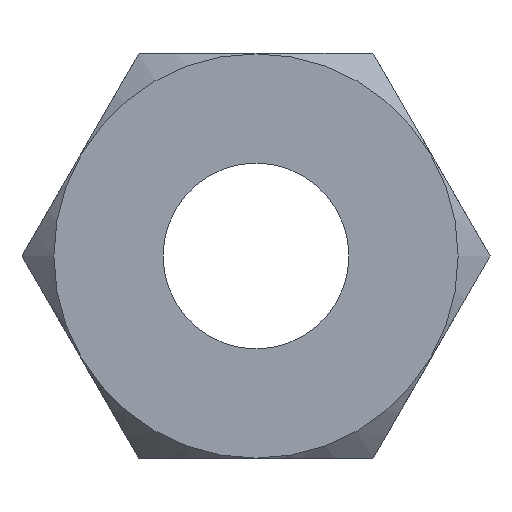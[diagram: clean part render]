
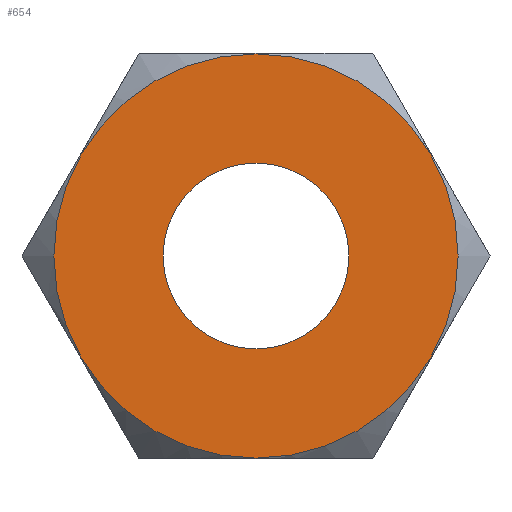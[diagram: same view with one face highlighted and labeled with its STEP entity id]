
A CAD part, front view. The second image highlights one B-rep face of the part: STEP entity #654.
In plain terms, the highlighted planar face has unit normal (0, -1, 0).
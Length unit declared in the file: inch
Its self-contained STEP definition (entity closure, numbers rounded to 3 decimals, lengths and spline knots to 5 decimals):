
#11 = DIRECTION ( 'NONE',  ( 0., 1., 0. ) ) ;
#12 = CARTESIAN_POINT ( 'NONE',  ( 0., -0.09843, 0. ) ) ;
#13 = AXIS2_PLACEMENT_3D ( 'NONE', #12, #11, #14 ) ;
#14 = DIRECTION ( 'NONE',  ( 0., 0., 1. ) ) ;
#19 = CIRCLE ( 'NONE', #13, 0.043 ) ;
#33 = CARTESIAN_POINT ( 'NONE',  ( 0., -0.09843, -0.043 ) ) ;
#36 = CARTESIAN_POINT ( 'NONE',  ( 0., -0.09843, 0.043 ) ) ;
#94 = DIRECTION ( 'NONE',  ( 0., 0., 1. ) ) ;
#95 = DIRECTION ( 'NONE',  ( 0., 1., 0. ) ) ;
#96 = CARTESIAN_POINT ( 'NONE',  ( 0., -0.09843, 0. ) ) ;
#97 = AXIS2_PLACEMENT_3D ( 'NONE', #96, #95, #94 ) ;
#129 = CIRCLE ( 'NONE', #97, 0.0935 ) ;
#158 = AXIS2_PLACEMENT_3D ( 'NONE', #188, #187, #192 ) ;
#187 = DIRECTION ( 'NONE',  ( 0., 1., 0. ) ) ;
#188 = CARTESIAN_POINT ( 'NONE',  ( 0., -0.09843, 0. ) ) ;
#192 = DIRECTION ( 'NONE',  ( 0., 0., 1. ) ) ;
#193 = CIRCLE ( 'NONE', #158, 0.043 ) ;
#222 = CARTESIAN_POINT ( 'NONE',  ( 0., -0.09843, -0.0935 ) ) ;
#237 = CARTESIAN_POINT ( 'NONE',  ( 0., -0.09843, 0.0935 ) ) ;
#243 = DIRECTION ( 'NONE',  ( 0., 0., 1. ) ) ;
#244 = DIRECTION ( 'NONE',  ( 0., 1., 0. ) ) ;
#245 = CARTESIAN_POINT ( 'NONE',  ( 0., -0.09843, 0. ) ) ;
#246 = AXIS2_PLACEMENT_3D ( 'NONE', #245, #244, #243 ) ;
#247 = CIRCLE ( 'NONE', #246, 0.0935 ) ;
#300 = DIRECTION ( 'NONE',  ( 0., 0., -1. ) ) ;
#307 = DIRECTION ( 'NONE',  ( 0., -1., 0. ) ) ;
#308 = CARTESIAN_POINT ( 'NONE',  ( -0.16238, -0.09843, 0.09375 ) ) ;
#309 = AXIS2_PLACEMENT_3D ( 'NONE', #308, #307, #300 ) ;
#310 = PLANE ( 'NONE',  #309 ) ;
#311 = FACE_OUTER_BOUND ( 'NONE', #579, .T. ) ;
#312 = FACE_BOUND ( 'NONE', #655, .T. ) ;
#537 = VERTEX_POINT ( 'NONE', #237 ) ;
#538 = VERTEX_POINT ( 'NONE', #222 ) ;
#539 = EDGE_CURVE ( 'NONE', #537, #538, #247, .T. ) ;
#550 = EDGE_CURVE ( 'NONE', #551, #552, #19, .T. ) ;
#551 = VERTEX_POINT ( 'NONE', #33 ) ;
#552 = VERTEX_POINT ( 'NONE', #36 ) ;
#579 = EDGE_LOOP ( 'NONE', ( #629, #642 ) ) ;
#581 = EDGE_CURVE ( 'NONE', #538, #537, #129, .T. ) ;
#595 = ORIENTED_EDGE ( 'NONE', *, *, #596, .T. ) ;
#596 = EDGE_CURVE ( 'NONE', #552, #551, #193, .T. ) ;
#629 = ORIENTED_EDGE ( 'NONE', *, *, #539, .F. ) ;
#642 = ORIENTED_EDGE ( 'NONE', *, *, #581, .F. ) ;
#643 = ORIENTED_EDGE ( 'NONE', *, *, #550, .T. ) ;
#654 = ADVANCED_FACE ( 'NONE', ( #312, #311 ), #310, .T. ) ;
#655 = EDGE_LOOP ( 'NONE', ( #595, #643 ) ) ;
